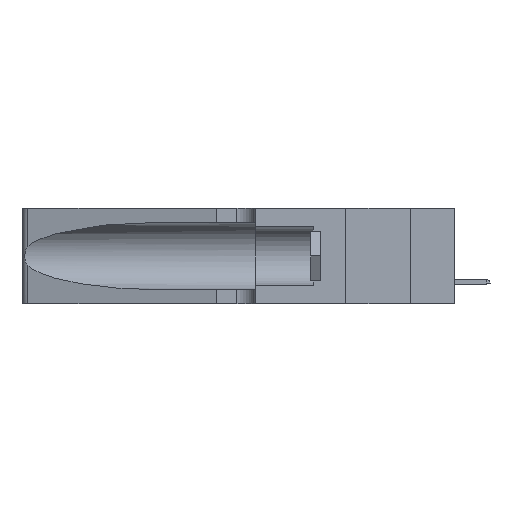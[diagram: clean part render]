
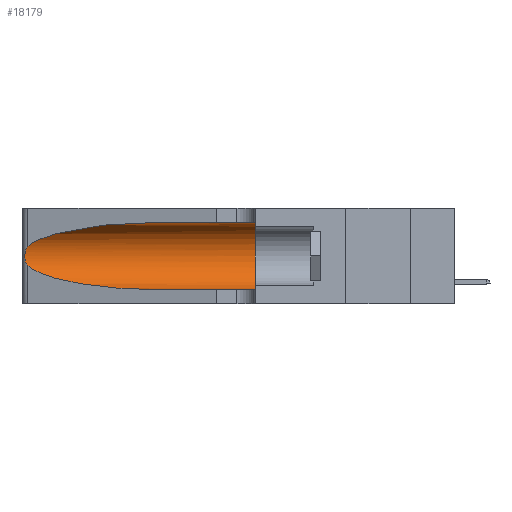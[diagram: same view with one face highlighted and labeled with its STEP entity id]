
A CAD part, left-side view. The second image highlights one B-rep face of the part: STEP entity #18179.
In plain terms, the highlighted cylindrical face has radius 3.308 mm (diameter 6.617 mm), a partial arc.
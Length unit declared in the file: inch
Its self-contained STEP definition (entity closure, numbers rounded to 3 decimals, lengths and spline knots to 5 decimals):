
#1248 = CARTESIAN_POINT ( 'NONE',  ( 0.1305, 0.72297, 0.31525 ) ) ;
#1737 = CARTESIAN_POINT ( 'NONE',  ( 0.2373, 1.15595, 0.28018 ) ) ;
#2443 = EDGE_CURVE ( 'NONE', #7714, #19337, #13214, .T. ) ;
#2559 = CARTESIAN_POINT ( 'NONE',  ( 0.25856, 1.23593, 0.16098 ) ) ;
#3062 = CARTESIAN_POINT ( 'NONE',  ( 0.25555, 1.22994, 0.2215 ) ) ;
#3072 = EDGE_CURVE ( 'NONE', #20357, #38683, #11560, .T. ) ;
#4715 = EDGE_LOOP ( 'NONE', ( #31177, #41229, #14964, #37376, #43976, #14709 ) ) ;
#5572 = CIRCLE ( 'NONE', #16457, 0.13025 ) ;
#5992 = CARTESIAN_POINT ( 'NONE',  ( 0.26017, 1.23833, 0.17102 ) ) ;
#6103 =( BOUNDED_CURVE ( )  B_SPLINE_CURVE ( 3, ( #38977, #35294, #34570, #27274 ),
 .UNSPECIFIED., .F., .T. ) 
 B_SPLINE_CURVE_WITH_KNOTS ( ( 4, 4 ),
 ( 3.44316, 4.71239 ),
 .UNSPECIFIED. ) 
 CURVE ( )  GEOMETRIC_REPRESENTATION_ITEM ( )  RATIONAL_B_SPLINE_CURVE ( ( 1., 0.87, 0.87, 1. ) ) 
 REPRESENTATION_ITEM ( '' )  );
#6232 = CARTESIAN_POINT ( 'NONE',  ( 0.25787, 1.23484, 0.2124 ) ) ;
#6587 = CARTESIAN_POINT ( 'NONE',  ( 0.1305, 0.35, 0.185 ) ) ;
#6710 = CARTESIAN_POINT ( 'NONE',  ( 0.26018, 1.23835, 0.19895 ) ) ;
#7714 = VERTEX_POINT ( 'NONE', #41241 ) ;
#9613 = EDGE_CURVE ( 'NONE', #19337, #20283, #12743, .T. ) ;
#10593 = CARTESIAN_POINT ( 'NONE',  ( 0.25639, 1.23184, 0.21858 ) ) ;
#10829 = VERTEX_POINT ( 'NONE', #24993 ) ;
#11560 = LINE ( 'NONE', #12281, #35236 ) ;
#12281 = CARTESIAN_POINT ( 'NONE',  ( 0.1305, 1.61858, 0.05475 ) ) ;
#12743 = B_SPLINE_CURVE_WITH_KNOTS ( 'NONE', 3,
 ( #39612, #3062, #10593, #6232, #35941, #6710, #47437, #14025, #5992, #2559, #28633, #36672, #17426, #28874 ),
 .UNSPECIFIED., .F., .F.,
 ( 4, 2, 2, 2, 2, 2, 4 ),
 ( 0., 0.00027, 0.00053, 0.00107, 0.0016, 0.00187, 0.00214 ),
 .UNSPECIFIED. ) ;
#12970 = CYLINDRICAL_SURFACE ( 'NONE', #26424, 0.13025 ) ;
#13214 =( BOUNDED_CURVE ( )  B_SPLINE_CURVE ( 3, ( #1248, #34624, #1737, #24157 ),
 .UNSPECIFIED., .F., .T. ) 
 B_SPLINE_CURVE_WITH_KNOTS ( ( 4, 4 ),
 ( 1.5708, 2.84003 ),
 .UNSPECIFIED. ) 
 CURVE ( )  GEOMETRIC_REPRESENTATION_ITEM ( )  RATIONAL_B_SPLINE_CURVE ( ( 1., 0.87, 0.87, 1. ) ) 
 REPRESENTATION_ITEM ( '' )  );
#13223 = LINE ( 'NONE', #13457, #26034 ) ;
#13457 = CARTESIAN_POINT ( 'NONE',  ( 0.1305, 1.61858, 0.31525 ) ) ;
#14025 = CARTESIAN_POINT ( 'NONE',  ( 0.26075, 1.23896, 0.178 ) ) ;
#14709 = ORIENTED_EDGE ( 'NONE', *, *, #31303, .F. ) ;
#14964 = ORIENTED_EDGE ( 'NONE', *, *, #33360, .T. ) ;
#15319 = CARTESIAN_POINT ( 'NONE',  ( 0.25487, 1.22718, 0.14631 ) ) ;
#16457 = AXIS2_PLACEMENT_3D ( 'NONE', #6587, #29228, #17548 ) ;
#17426 = CARTESIAN_POINT ( 'NONE',  ( 0.25555, 1.22993, 0.14849 ) ) ;
#17548 = DIRECTION ( 'NONE',  ( 0., 0., 1. ) ) ;
#18179 = ADVANCED_FACE ( 'NONE', ( #28075 ), #12970, .F. ) ;
#19337 = VERTEX_POINT ( 'NONE', #26213 ) ;
#20091 = EDGE_CURVE ( 'NONE', #10829, #38683, #5572, .T. ) ;
#20283 = VERTEX_POINT ( 'NONE', #15319 ) ;
#20357 = VERTEX_POINT ( 'NONE', #31872 ) ;
#24157 = CARTESIAN_POINT ( 'NONE',  ( 0.25487, 1.22718, 0.22369 ) ) ;
#24993 = CARTESIAN_POINT ( 'NONE',  ( 0.1305, 0.35, 0.31525 ) ) ;
#26034 = VECTOR ( 'NONE', #43689, 39.37008 ) ;
#26213 = CARTESIAN_POINT ( 'NONE',  ( 0.25487, 1.22718, 0.22369 ) ) ;
#26424 = AXIS2_PLACEMENT_3D ( 'NONE', #27586, #34649, #42467 ) ;
#27274 = CARTESIAN_POINT ( 'NONE',  ( 0.1305, 0.72297, 0.05475 ) ) ;
#27586 = CARTESIAN_POINT ( 'NONE',  ( 0.1305, 1.61858, 0.185 ) ) ;
#28075 = FACE_OUTER_BOUND ( 'NONE', #4715, .T. ) ;
#28633 = CARTESIAN_POINT ( 'NONE',  ( 0.25789, 1.23486, 0.15765 ) ) ;
#28874 = CARTESIAN_POINT ( 'NONE',  ( 0.25487, 1.22718, 0.14631 ) ) ;
#29228 = DIRECTION ( 'NONE',  ( 0., 1., 0. ) ) ;
#31177 = ORIENTED_EDGE ( 'NONE', *, *, #2443, .T. ) ;
#31303 = EDGE_CURVE ( 'NONE', #7714, #10829, #13223, .T. ) ;
#31872 = CARTESIAN_POINT ( 'NONE',  ( 0.1305, 0.72297, 0.05475 ) ) ;
#33360 = EDGE_CURVE ( 'NONE', #20283, #20357, #6103, .T. ) ;
#34570 = CARTESIAN_POINT ( 'NONE',  ( 0.18966, 0.96281, 0.05475 ) ) ;
#34624 = CARTESIAN_POINT ( 'NONE',  ( 0.18966, 0.96281, 0.31525 ) ) ;
#34649 = DIRECTION ( 'NONE',  ( 0., -1., 0. ) ) ;
#35236 = VECTOR ( 'NONE', #38132, 39.37008 ) ;
#35294 = CARTESIAN_POINT ( 'NONE',  ( 0.2373, 1.15595, 0.08982 ) ) ;
#35790 = CARTESIAN_POINT ( 'NONE',  ( 0.1305, 0.35, 0.05475 ) ) ;
#35941 = CARTESIAN_POINT ( 'NONE',  ( 0.25854, 1.2359, 0.20912 ) ) ;
#36672 = CARTESIAN_POINT ( 'NONE',  ( 0.25639, 1.23186, 0.15144 ) ) ;
#37376 = ORIENTED_EDGE ( 'NONE', *, *, #3072, .T. ) ;
#38132 = DIRECTION ( 'NONE',  ( 0., -1., 0. ) ) ;
#38683 = VERTEX_POINT ( 'NONE', #35790 ) ;
#38977 = CARTESIAN_POINT ( 'NONE',  ( 0.25487, 1.22718, 0.14631 ) ) ;
#39612 = CARTESIAN_POINT ( 'NONE',  ( 0.25487, 1.22718, 0.22369 ) ) ;
#41229 = ORIENTED_EDGE ( 'NONE', *, *, #9613, .T. ) ;
#41241 = CARTESIAN_POINT ( 'NONE',  ( 0.1305, 0.72297, 0.31525 ) ) ;
#42467 = DIRECTION ( 'NONE',  ( 0., 0., -1. ) ) ;
#43689 = DIRECTION ( 'NONE',  ( 0., -1., 0. ) ) ;
#43976 = ORIENTED_EDGE ( 'NONE', *, *, #20091, .F. ) ;
#47437 = CARTESIAN_POINT ( 'NONE',  ( 0.26075, 1.23896, 0.19203 ) ) ;
